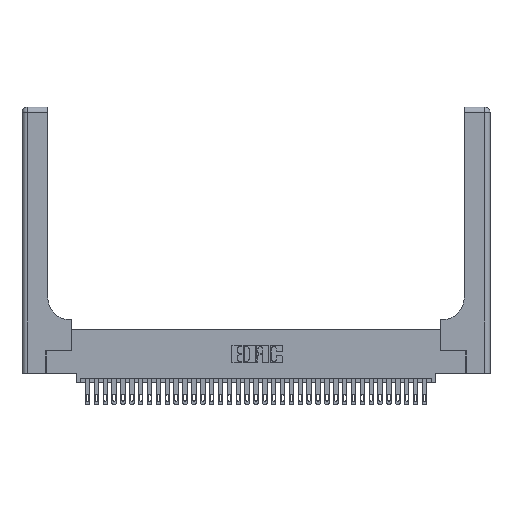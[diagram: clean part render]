
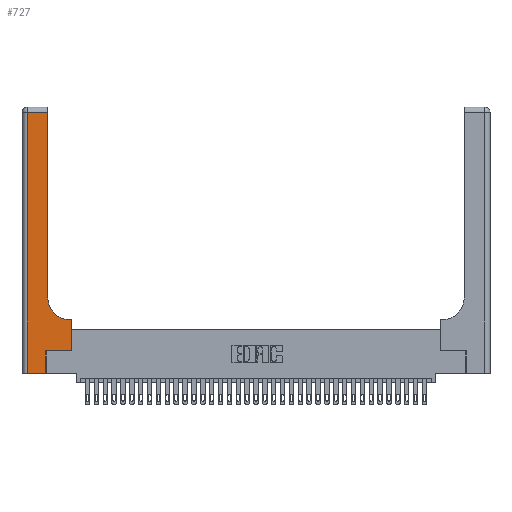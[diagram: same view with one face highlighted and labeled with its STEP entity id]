
A CAD part, top view. The second image highlights one B-rep face of the part: STEP entity #727.
In plain terms, the highlighted planar face has unit normal (0, 0, 1).
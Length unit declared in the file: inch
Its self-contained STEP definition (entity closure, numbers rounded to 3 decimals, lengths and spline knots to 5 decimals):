
#431 = PLANE ( 'NONE',  #13672 ) ;
#516 = ORIENTED_EDGE ( 'NONE', *, *, #12236, .T. ) ;
#727 = ADVANCED_FACE ( 'NONE', ( #13595 ), #431, .F. ) ;
#810 = DIRECTION ( 'NONE',  ( -1., 0., 0. ) ) ;
#915 = VERTEX_POINT ( 'NONE', #16425 ) ;
#1452 = VECTOR ( 'NONE', #10352, 39.37008 ) ;
#1491 = VECTOR ( 'NONE', #16341, 39.37008 ) ;
#2296 = VERTEX_POINT ( 'NONE', #8840 ) ;
#2347 = DIRECTION ( 'NONE',  ( 0., 0., -1. ) ) ;
#2600 = CIRCLE ( 'NONE', #26715, 0.25 ) ;
#3984 = DIRECTION ( 'NONE',  ( -1., 0., 0. ) ) ;
#4366 = EDGE_CURVE ( 'NONE', #915, #20762, #24713, .T. ) ;
#4673 = DIRECTION ( 'NONE',  ( 1., 0., 0. ) ) ;
#5043 = CARTESIAN_POINT ( 'NONE',  ( 0.5415, 0.85, 0.37 ) ) ;
#6418 = ORIENTED_EDGE ( 'NONE', *, *, #8267, .T. ) ;
#6680 = LINE ( 'NONE', #15433, #8464 ) ;
#7920 = ORIENTED_EDGE ( 'NONE', *, *, #16875, .T. ) ;
#8267 = EDGE_CURVE ( 'NONE', #9642, #32078, #22943, .T. ) ;
#8464 = VECTOR ( 'NONE', #24383, 39.37008 ) ;
#8840 = CARTESIAN_POINT ( 'NONE',  ( 0.2915, 2.94, 0.37 ) ) ;
#9389 = VERTEX_POINT ( 'NONE', #23076 ) ;
#9642 = VERTEX_POINT ( 'NONE', #15073 ) ;
#9743 = CARTESIAN_POINT ( 'NONE',  ( 0.5585, 0.25, 0.37 ) ) ;
#10352 = DIRECTION ( 'NONE',  ( -1., 0., 0. ) ) ;
#10567 = EDGE_CURVE ( 'NONE', #9389, #2296, #29828, .T. ) ;
#12236 = EDGE_CURVE ( 'NONE', #20762, #17235, #34765, .T. ) ;
#12811 = EDGE_CURVE ( 'NONE', #2296, #17383, #16382, .T. ) ;
#13565 = CARTESIAN_POINT ( 'NONE',  ( 0.5585, 0.6, 0.37 ) ) ;
#13595 = FACE_OUTER_BOUND ( 'NONE', #22994, .T. ) ;
#13648 = DIRECTION ( 'NONE',  ( 0., 1., 0. ) ) ;
#13672 = AXIS2_PLACEMENT_3D ( 'NONE', #14315, #25540, #810 ) ;
#14315 = CARTESIAN_POINT ( 'NONE',  ( 0., 3., 0.37 ) ) ;
#14779 = CARTESIAN_POINT ( 'NONE',  ( 0.5415, 0.6, 0.37 ) ) ;
#15073 = CARTESIAN_POINT ( 'NONE',  ( 0.06, 0., 0.37 ) ) ;
#15433 = CARTESIAN_POINT ( 'NONE',  ( 0.269, 0., 0.37 ) ) ;
#16341 = DIRECTION ( 'NONE',  ( 1., 0., 0. ) ) ;
#16382 = LINE ( 'NONE', #29887, #1452 ) ;
#16425 = CARTESIAN_POINT ( 'NONE',  ( 0.269, 0.25, 0.37 ) ) ;
#16875 = EDGE_CURVE ( 'NONE', #17235, #35297, #33204, .T. ) ;
#17235 = VERTEX_POINT ( 'NONE', #13565 ) ;
#17383 = VERTEX_POINT ( 'NONE', #32269 ) ;
#17790 = CARTESIAN_POINT ( 'NONE',  ( 0.2915, 0.6, 0.37 ) ) ;
#18255 = CARTESIAN_POINT ( 'NONE',  ( 0.06, 3., 0.37 ) ) ;
#18337 = CARTESIAN_POINT ( 'NONE',  ( 0.2915, 3., 0.37 ) ) ;
#19031 = ORIENTED_EDGE ( 'NONE', *, *, #30023, .T. ) ;
#19777 = ORIENTED_EDGE ( 'NONE', *, *, #4366, .T. ) ;
#19870 = VECTOR ( 'NONE', #13648, 39.37008 ) ;
#20762 = VERTEX_POINT ( 'NONE', #9743 ) ;
#20767 = DIRECTION ( 'NONE',  ( 0., 1., 0. ) ) ;
#21248 = ORIENTED_EDGE ( 'NONE', *, *, #10567, .T. ) ;
#21893 = LINE ( 'NONE', #18255, #22740 ) ;
#22128 = EDGE_CURVE ( 'NONE', #32078, #915, #6680, .T. ) ;
#22740 = VECTOR ( 'NONE', #34764, 39.37008 ) ;
#22943 = LINE ( 'NONE', #24774, #1491 ) ;
#22994 = EDGE_LOOP ( 'NONE', ( #21248, #33164, #25544, #6418, #27656, #19777, #516, #7920, #19031 ) ) ;
#23076 = CARTESIAN_POINT ( 'NONE',  ( 0.2915, 0.85, 0.37 ) ) ;
#24383 = DIRECTION ( 'NONE',  ( 0., 1., 0. ) ) ;
#24713 = LINE ( 'NONE', #32981, #29443 ) ;
#24774 = CARTESIAN_POINT ( 'NONE',  ( 0., 0., 0.37 ) ) ;
#25540 = DIRECTION ( 'NONE',  ( 0., 0., -1. ) ) ;
#25544 = ORIENTED_EDGE ( 'NONE', *, *, #29300, .T. ) ;
#25857 = CARTESIAN_POINT ( 'NONE',  ( 0.5585, 0.25, 0.37 ) ) ;
#26715 = AXIS2_PLACEMENT_3D ( 'NONE', #5043, #2347, #4673 ) ;
#27188 = DIRECTION ( 'NONE',  ( 1., 0., 0. ) ) ;
#27656 = ORIENTED_EDGE ( 'NONE', *, *, #22128, .T. ) ;
#29300 = EDGE_CURVE ( 'NONE', #17383, #9642, #21893, .T. ) ;
#29443 = VECTOR ( 'NONE', #27188, 39.37008 ) ;
#29828 = LINE ( 'NONE', #18337, #35563 ) ;
#29887 = CARTESIAN_POINT ( 'NONE',  ( 0., 2.94, 0.37 ) ) ;
#30023 = EDGE_CURVE ( 'NONE', #35297, #9389, #2600, .T. ) ;
#32078 = VERTEX_POINT ( 'NONE', #34932 ) ;
#32269 = CARTESIAN_POINT ( 'NONE',  ( 0.06, 2.94, 0.37 ) ) ;
#32981 = CARTESIAN_POINT ( 'NONE',  ( 0.269, 0.25, 0.37 ) ) ;
#33164 = ORIENTED_EDGE ( 'NONE', *, *, #12811, .T. ) ;
#33204 = LINE ( 'NONE', #17790, #34039 ) ;
#34039 = VECTOR ( 'NONE', #3984, 39.37008 ) ;
#34764 = DIRECTION ( 'NONE',  ( 0., -1., 0. ) ) ;
#34765 = LINE ( 'NONE', #25857, #19870 ) ;
#34932 = CARTESIAN_POINT ( 'NONE',  ( 0.269, 0., 0.37 ) ) ;
#35297 = VERTEX_POINT ( 'NONE', #14779 ) ;
#35563 = VECTOR ( 'NONE', #20767, 39.37008 ) ;
